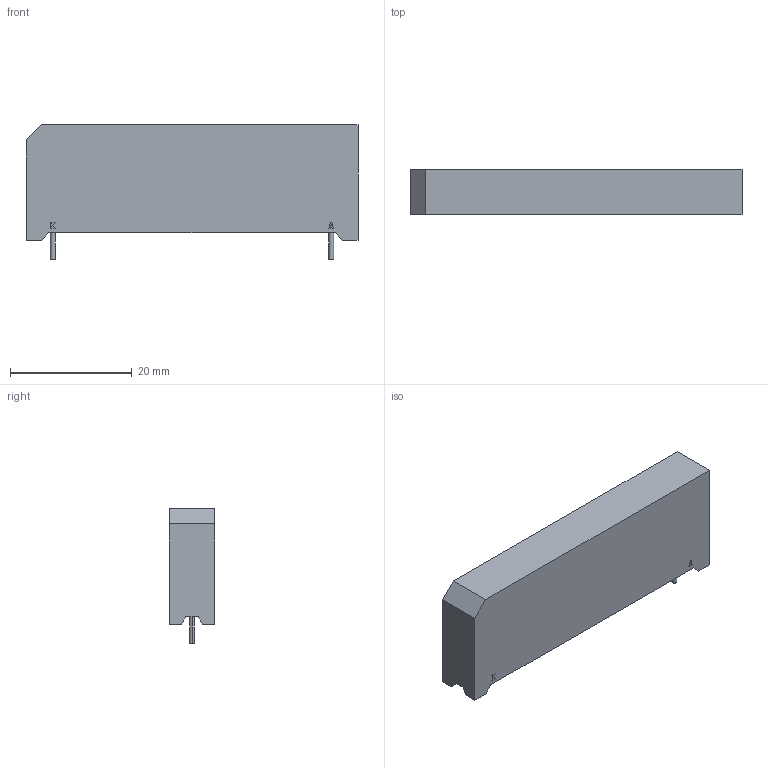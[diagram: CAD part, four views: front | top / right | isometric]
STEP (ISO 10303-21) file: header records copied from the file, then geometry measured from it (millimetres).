
FILE_DESCRIPTION((''),'2;1');
FILE_NAME('IXYS_IXBOD 1-12..42.stp','2011-07-22T17:40:33',(''),(''),'Mechanical Desktop 2011','Mechanical Desktop 2011',', , ');
FILE_SCHEMA(('AUTOMOTIVE_DESIGN { 1 2 10303 214 1 1 1 1 }'));
Length unit declared in the file: millimetre
Products named in the file (1): Product
Bounding box: 54.5 x 7.5 x 22.1 mm (x, y, z)
Volume: 7273.5 mm3; surface area: 3070 mm2
Topology: 5 solids, 5 shells, 78 faces, 195 edges, 130 vertices
Faces by surface type: plane 74, cylinder 4
Entity records: 2346 total; most frequent: CARTESIAN_POINT 404, ORIENTED_EDGE 390, DIRECTION 361, EDGE_CURVE 195, VECTOR 187, LINE 187, VERTEX_POINT 130, AXIS2_PLACEMENT_3D 87
